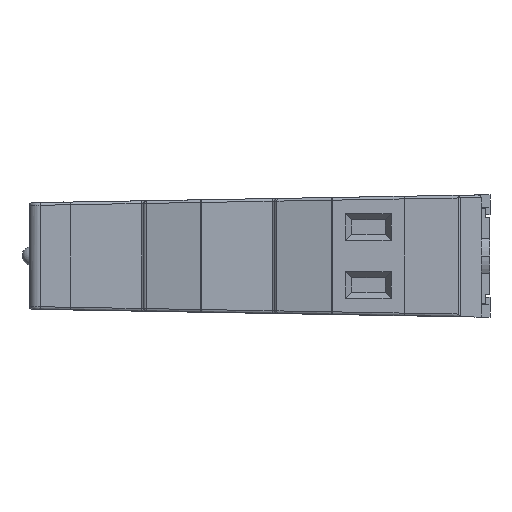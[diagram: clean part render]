
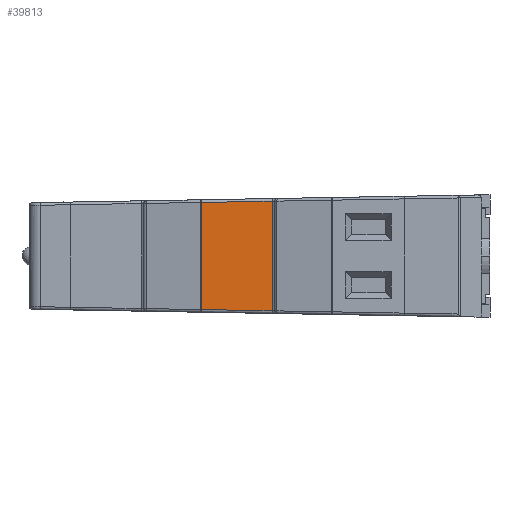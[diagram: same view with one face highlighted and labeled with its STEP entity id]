
A CAD part, left-side view. The second image highlights one B-rep face of the part: STEP entity #39813.
In plain terms, the highlighted planar face has unit normal (-1, 0, 0).
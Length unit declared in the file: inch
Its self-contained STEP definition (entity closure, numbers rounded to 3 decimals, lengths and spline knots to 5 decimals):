
#1394 = VERTEX_POINT ( 'NONE', #10277 ) ;
#1959 = EDGE_CURVE ( 'NONE', #9854, #22976, #27911, .T. ) ;
#5169 = EDGE_CURVE ( 'NONE', #24895, #9854, #42477, .T. ) ;
#5184 = LINE ( 'NONE', #27037, #24805 ) ;
#6205 = FACE_OUTER_BOUND ( 'NONE', #18168, .T. ) ;
#7959 = DIRECTION ( 'NONE',  ( 0., 0., 1. ) ) ;
#9854 = VERTEX_POINT ( 'NONE', #47720 ) ;
#10277 = CARTESIAN_POINT ( 'NONE',  ( -1.32, 1.61369, -0.29933 ) ) ;
#12947 = PLANE ( 'NONE',  #21242 ) ;
#13091 = ORIENTED_EDGE ( 'NONE', *, *, #16243, .T. ) ;
#13127 = DIRECTION ( 'NONE',  ( 1., 0., 0. ) ) ;
#16243 = EDGE_CURVE ( 'NONE', #1394, #24895, #48606, .T. ) ;
#18168 = EDGE_LOOP ( 'NONE', ( #13091, #44038, #24688, #35905 ) ) ;
#21242 = AXIS2_PLACEMENT_3D ( 'NONE', #36528, #13127, #40437 ) ;
#22976 = VERTEX_POINT ( 'NONE', #31610 ) ;
#24688 = ORIENTED_EDGE ( 'NONE', *, *, #1959, .T. ) ;
#24805 = VECTOR ( 'NONE', #30962, 39.37008 ) ;
#24895 = VERTEX_POINT ( 'NONE', #41742 ) ;
#25364 = DIRECTION ( 'NONE',  ( 0., 1., -0.017 ) ) ;
#27037 = CARTESIAN_POINT ( 'NONE',  ( -1.32, 1.61369, -0.31431 ) ) ;
#27499 = CARTESIAN_POINT ( 'NONE',  ( -1.32, 1.218, 0.3215 ) ) ;
#27857 = VECTOR ( 'NONE', #43950, 39.37008 ) ;
#27911 = LINE ( 'NONE', #37116, #48647 ) ;
#30962 = DIRECTION ( 'NONE',  ( 0., 0., -1. ) ) ;
#31610 = CARTESIAN_POINT ( 'NONE',  ( -1.32, 1.61369, 0.29933 ) ) ;
#32132 = VECTOR ( 'NONE', #7959, 39.37008 ) ;
#35905 = ORIENTED_EDGE ( 'NONE', *, *, #46834, .T. ) ;
#36528 = CARTESIAN_POINT ( 'NONE',  ( -1.32, 2.10421, -1.2875 ) ) ;
#37116 = CARTESIAN_POINT ( 'NONE',  ( -1.32, 2.13175, 0.29029 ) ) ;
#39813 = ADVANCED_FACE ( 'NONE', ( #6205 ), #12947, .F. ) ;
#40437 = DIRECTION ( 'NONE',  ( 0., 0., -1. ) ) ;
#41742 = CARTESIAN_POINT ( 'NONE',  ( -1.32, 1.218, -0.30624 ) ) ;
#42477 = LINE ( 'NONE', #27499, #32132 ) ;
#43426 = CARTESIAN_POINT ( 'NONE',  ( -1.32, 2.08682, -0.29107 ) ) ;
#43950 = DIRECTION ( 'NONE',  ( 0., -1., -0.017 ) ) ;
#44038 = ORIENTED_EDGE ( 'NONE', *, *, #5169, .T. ) ;
#46834 = EDGE_CURVE ( 'NONE', #22976, #1394, #5184, .T. ) ;
#47720 = CARTESIAN_POINT ( 'NONE',  ( -1.32, 1.218, 0.30624 ) ) ;
#48606 = LINE ( 'NONE', #43426, #27857 ) ;
#48647 = VECTOR ( 'NONE', #25364, 39.37008 ) ;
